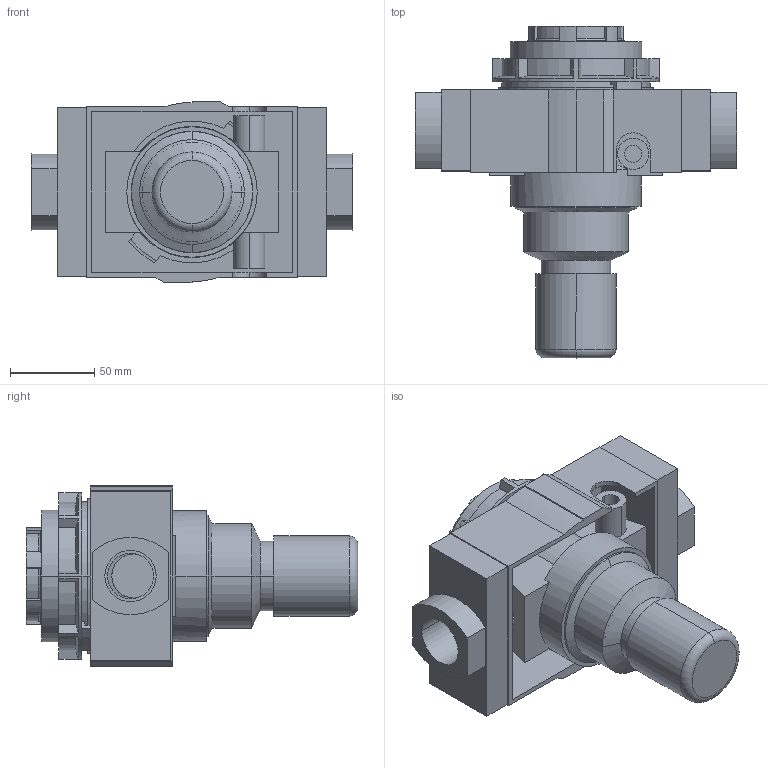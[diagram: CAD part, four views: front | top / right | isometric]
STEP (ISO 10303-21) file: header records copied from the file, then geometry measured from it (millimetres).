
FILE_DESCRIPTION (( 'STEP AP214' ), '1' );
FILE_NAME ('Norgren-R68G-8AK-RLN.step', '2019-03-04T21:48:01', ( '' ), ( '' ), 'SwSTEP 2.0', 'SolidWorks 2019', '' );
FILE_SCHEMA (( 'AUTOMOTIVE_DESIGN' ));
Length unit declared in the file: millimetre
Products named in the file (10): Norgren-R68G-8AK-RLN_5803-88; Norgren-R68G-8AK-RLN; Norgren-R68G-8AK-RLN_5520-89; Norgren-R68G-8AK-RLN_R68-K; Norgren-R68G-8AK-RLN_R68-8; Norgren-R68G-8AK-RLN_5524-89; Norgren-R68G-8AK-RLN_R68G_4307-89; Norgren-R68G-8AK-RLN_R68G_74785-89; Norgren-R68G-8AK-RLN_R68G_5268-89; Norgren-R68G-8AK-RLN_R68G_5263-89
Assembly tree (10 placements, depth 3):
  Norgren-R68G-8AK-RLN
    Norgren-R68G-8AK-RLN_R68-K
      Norgren-R68G-8AK-RLN_5803-88
    Norgren-R68G-8AK-RLN_R68-8
      Norgren-R68G-8AK-RLN_5524-89  x2
      Norgren-R68G-8AK-RLN_R68G_5263-89
      Norgren-R68G-8AK-RLN_R68G_74785-89
      Norgren-R68G-8AK-RLN_5520-89
      Norgren-R68G-8AK-RLN_R68G_5268-89
    Norgren-R68G-8AK-RLN_R68G_4307-89
Bounding box: 190.6 x 197 x 107.84 mm (x, y, z)
Volume: 773633.8 mm3; surface area: 220542.6 mm2
Topology: 8 solids, 8 shells, 257 faces, 650 edges, 430 vertices
Faces by surface type: plane 137, cylinder 98, cone 14, torus 8
Entity records: 10497 total; most frequent: CARTESIAN_POINT 1381, DIRECTION 1356, ORIENTED_EDGE 1240, EDGE_CURVE 620, AXIS2_PLACEMENT_3D 505, VERTEX_POINT 410, LINE 346, VECTOR 346
